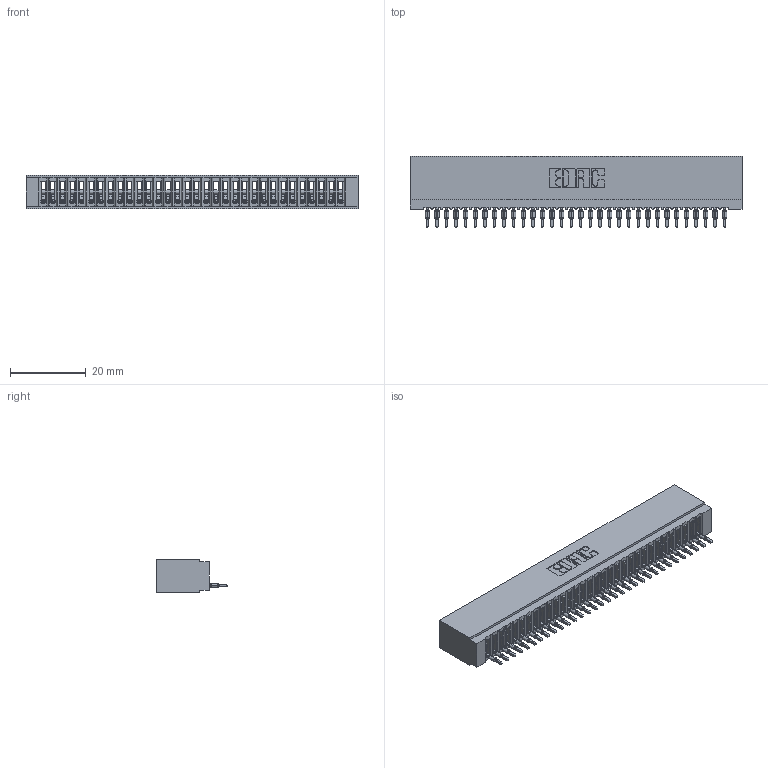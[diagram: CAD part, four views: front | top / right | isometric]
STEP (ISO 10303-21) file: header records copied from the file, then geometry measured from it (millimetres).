
FILE_DESCRIPTION (( 'STEP AP203' ), '1' );
FILE_NAME ('725-032-520-101.STEP', '2026-03-05T21:57:04', ( '' ), ( '' ), 'SwSTEP 2.0', 'SolidWorks 2023', '' );
FILE_SCHEMA (( 'CONFIG_CONTROL_DESIGN' ));
Length unit declared in the file: millimetre
Products named in the file (3): 725-032-520-101; 725 Part_Insulator Option - 01; 745-292-001_520
Assembly tree (33 placements, depth 2):
  725-032-520-101
    725 Part_Insulator Option - 01
    745-292-001_520  x32
Bounding box: 87.88 x 18.8 x 8.89 mm (x, y, z)
Volume: 6672.1 mm3; surface area: 12430.4 mm2
Topology: 33 solids, 33 shells, 3679 faces, 10110 edges, 6376 vertices
Faces by surface type: plane 2199, cylinder 648, bspline 640, torus 192
Entity records: 54178 total; most frequent: CARTESIAN_POINT 10047, ORIENTED_EDGE 9494, DIRECTION 8241, EDGE_CURVE 4747, LINE 4373, VECTOR 4373, VERTEX_POINT 3028, AXIS2_PLACEMENT_3D 1934
